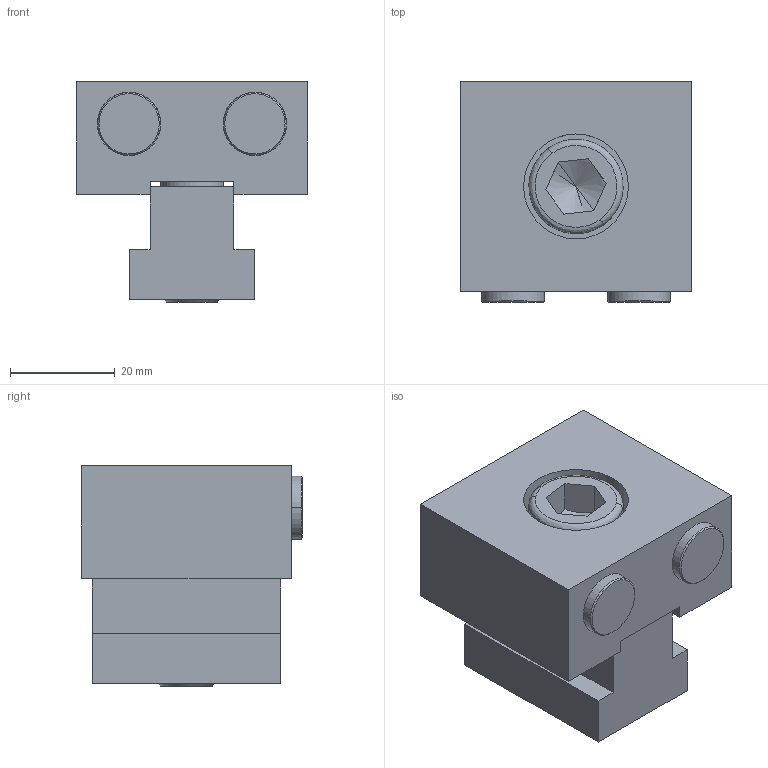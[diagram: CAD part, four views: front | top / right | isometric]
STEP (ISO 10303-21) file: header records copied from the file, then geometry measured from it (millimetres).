
FILE_DESCRIPTION (( 'STEP AP214' ), '1' );
FILE_NAME ('47200.STEP', '2018-11-07T20:08:34', ( 'Mike W' ), ( '' ), 'SwSTEP 2.0', 'SolidWorks 2018', '' );
FILE_SCHEMA (( 'AUTOMOTIVE_DESIGN' ));
Length unit declared in the file: inch
Products named in the file (6): DIN913-M5X10; DIN912M12X30; RMS-DRS-M; RM-TU-36; 47200; GOD-12-1
Assembly tree (7 placements, depth 2):
  47200
    RM-TU-36
    RMS-DRS-M
    DIN912M12X30
    DIN913-M5X10  x2
    GOD-12-1  x2
Bounding box: 44 x 42.1 x 42 mm (x, y, z)
Volume: 50991.4 mm3; surface area: 17886.6 mm2
Topology: 7 solids, 7 shells, 218 faces, 506 edges, 299 vertices
Faces by surface type: cone 84, cylinder 78, plane 52, bspline 4
Entity records: 6299 total; most frequent: CARTESIAN_POINT 984, DIRECTION 726, ORIENTED_EDGE 636, EDGE_CURVE 318, AXIS2_PLACEMENT_3D 280, VERTEX_POINT 197, VECTOR 166, LINE 166
